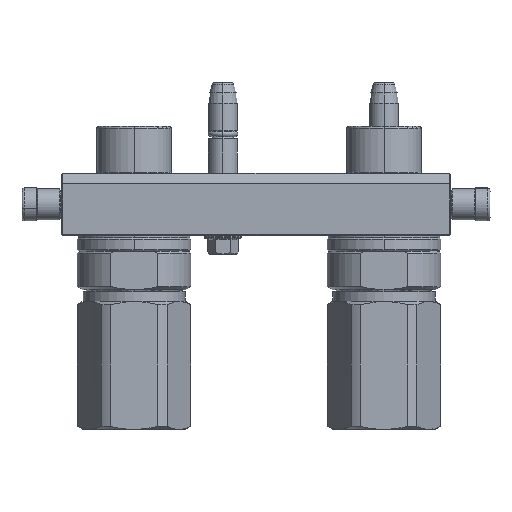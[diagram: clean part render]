
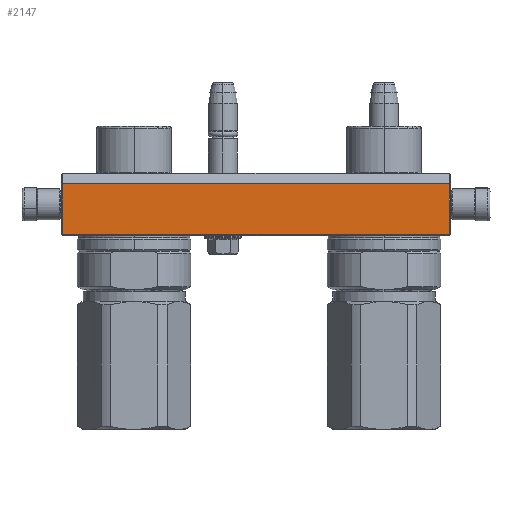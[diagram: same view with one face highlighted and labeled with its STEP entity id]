
A CAD part, left-side view. The second image highlights one B-rep face of the part: STEP entity #2147.
In plain terms, the highlighted face is planar.
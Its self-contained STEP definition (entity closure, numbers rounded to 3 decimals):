
#856 = FACE_OUTER_BOUND ( 'NONE', #22453, .T. ) ;
#2147 = ADVANCED_FACE ( 'NONE', ( #856 ), #21002, .T. ) ;
#2437 = CARTESIAN_POINT ( 'NONE',  ( 93.5, 5., -45. ) ) ;
#3526 = CARTESIAN_POINT ( 'NONE',  ( 93.5, 5., -45. ) ) ;
#4193 = VERTEX_POINT ( 'NONE', #2437 ) ;
#7743 = LINE ( 'NONE', #3526, #20679 ) ;
#9100 = VERTEX_POINT ( 'NONE', #15273 ) ;
#9321 = EDGE_CURVE ( 'NONE', #4193, #9100, #7743, .T. ) ;
#9963 = LINE ( 'NONE', #17639, #57016 ) ;
#14663 = ORIENTED_EDGE ( 'NONE', *, *, #9321, .T. ) ;
#15273 = CARTESIAN_POINT ( 'NONE',  ( -93.5, 5., -45. ) ) ;
#15913 = DIRECTION ( 'NONE',  ( 0., 0., -1. ) ) ;
#16107 = CARTESIAN_POINT ( 'NONE',  ( 94., 0., -45. ) ) ;
#17218 = ORIENTED_EDGE ( 'NONE', *, *, #32902, .F. ) ;
#17547 = CARTESIAN_POINT ( 'NONE',  ( 93.5, 29.5, -45. ) ) ;
#17639 = CARTESIAN_POINT ( 'NONE',  ( 93.5, 29.5, -45. ) ) ;
#17802 = DIRECTION ( 'NONE',  ( -1., 0., 0. ) ) ;
#18908 = CARTESIAN_POINT ( 'NONE',  ( -93.5, 5., -45. ) ) ;
#19504 = AXIS2_PLACEMENT_3D ( 'NONE', #16107, #15913, #59560 ) ;
#20679 = VECTOR ( 'NONE', #17802, 1000. ) ;
#21002 = PLANE ( 'NONE',  #19504 ) ;
#22453 = EDGE_LOOP ( 'NONE', ( #59677, #17218, #52609, #14663 ) ) ;
#26275 = LINE ( 'NONE', #18908, #31544 ) ;
#31150 = DIRECTION ( 'NONE',  ( 0., 1., 0. ) ) ;
#31544 = VECTOR ( 'NONE', #33734, 1000. ) ;
#31737 = VECTOR ( 'NONE', #31150, 1000. ) ;
#32902 = EDGE_CURVE ( 'NONE', #48636, #40631, #9963, .T. ) ;
#33734 = DIRECTION ( 'NONE',  ( 0., 1., 0. ) ) ;
#35471 = EDGE_CURVE ( 'NONE', #4193, #48636, #39222, .T. ) ;
#39222 = LINE ( 'NONE', #51050, #31737 ) ;
#40631 = VERTEX_POINT ( 'NONE', #45217 ) ;
#44416 = EDGE_CURVE ( 'NONE', #9100, #40631, #26275, .T. ) ;
#45217 = CARTESIAN_POINT ( 'NONE',  ( -93.5, 29.5, -45. ) ) ;
#47079 = DIRECTION ( 'NONE',  ( -1., 0., 0. ) ) ;
#48636 = VERTEX_POINT ( 'NONE', #17547 ) ;
#51050 = CARTESIAN_POINT ( 'NONE',  ( 93.5, 5., -45. ) ) ;
#52609 = ORIENTED_EDGE ( 'NONE', *, *, #35471, .F. ) ;
#57016 = VECTOR ( 'NONE', #47079, 1000. ) ;
#59560 = DIRECTION ( 'NONE',  ( -1., 0., 0. ) ) ;
#59677 = ORIENTED_EDGE ( 'NONE', *, *, #44416, .T. ) ;
